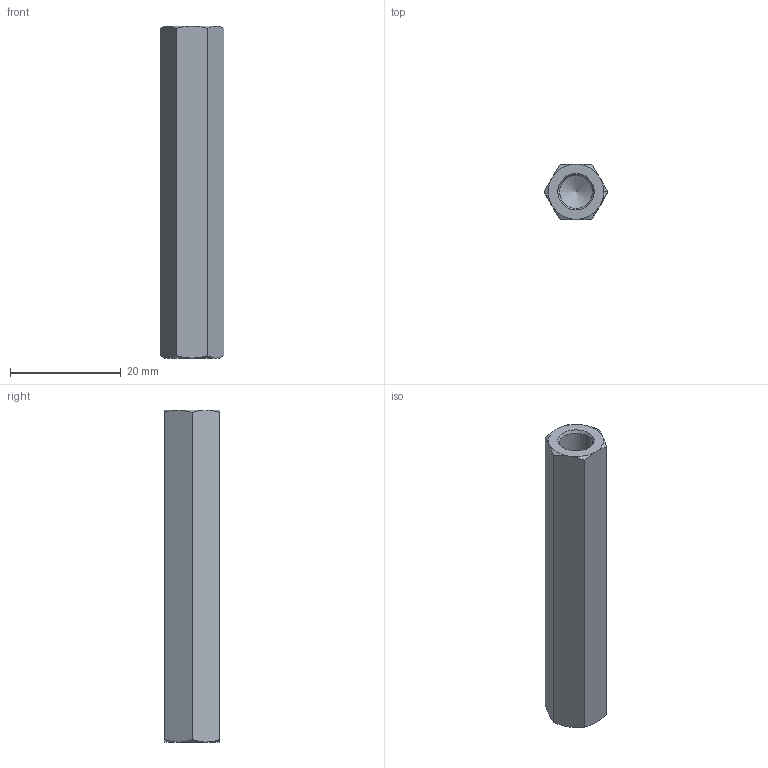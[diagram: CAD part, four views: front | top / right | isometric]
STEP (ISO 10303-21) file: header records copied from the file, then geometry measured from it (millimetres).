
FILE_DESCRIPTION(('FreeCAD Model'),'2;1');
FILE_NAME('hexagonal_spacer_FF_M6_H60_HEX10_FTD12.step','2020-03-03T20:27:19',('Author'),(''), 'Open CASCADE STEP processor 7.3','FreeCAD','Unknown');
FILE_SCHEMA(('AUTOMOTIVE_DESIGN { 1 0 10303 214 1 1 1 1 }'));
Length unit declared in the file: millimetre
Products named in the file (1): M6_FF_TORRETTA_NON_PASSANTE
Bounding box: 11.54 x 9.99 x 60 mm (x, y, z)
Volume: 4473.6 mm3; surface area: 2695.8 mm2
Topology: 1 solids, 1 shells, 28 faces, 72 edges, 46 vertices
Faces by surface type: cone 18, plane 8, cylinder 2
Full cylindrical faces by diameter (mm): 6 x2
Entity records: 2088 total; most frequent: CARTESIAN_POINT 537, DIRECTION 252, ORIENTED_EDGE 140, PCURVE 140, DEFINITIONAL_REPRESENTATION 140, LINE 90, VECTOR 90, AXIS2_PLACEMENT_3D 73
